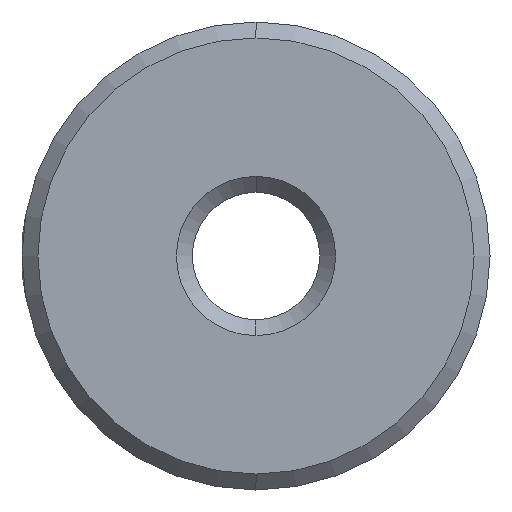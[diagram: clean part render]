
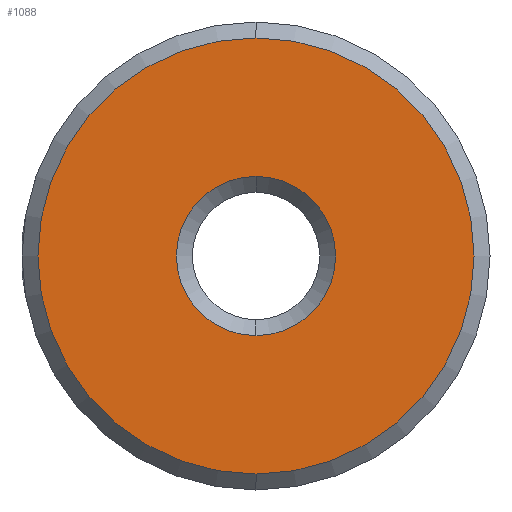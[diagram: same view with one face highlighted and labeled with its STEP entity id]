
A CAD part, left-side view. The second image highlights one B-rep face of the part: STEP entity #1088.
In plain terms, the highlighted planar face has unit normal (-1, 0, 0).
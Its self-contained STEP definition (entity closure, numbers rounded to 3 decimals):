
#32 = CARTESIAN_POINT ( 'NONE',  ( -5.55, 0., 6.85 ) ) ;
#100 = ORIENTED_EDGE ( 'NONE', *, *, #208, .T. ) ;
#208 = EDGE_CURVE ( 'NONE', #1413, #1075, #3190, .T. ) ;
#235 = ORIENTED_EDGE ( 'NONE', *, *, #2151, .T. ) ;
#293 = VERTEX_POINT ( 'NONE', #1472 ) ;
#523 = CARTESIAN_POINT ( 'NONE',  ( -5.55, 0., 0. ) ) ;
#551 = CIRCLE ( 'NONE', #2349, 2.5 ) ;
#580 = DIRECTION ( 'NONE',  ( 0., 0., -1. ) ) ;
#614 = DIRECTION ( 'NONE',  ( 0., 0., -1. ) ) ;
#812 = PLANE ( 'NONE',  #3202 ) ;
#1002 = DIRECTION ( 'NONE',  ( 0., 0., -1. ) ) ;
#1075 = VERTEX_POINT ( 'NONE', #32 ) ;
#1088 = ADVANCED_FACE ( 'NONE', ( #1124, #2045 ), #812, .F. ) ;
#1124 = FACE_OUTER_BOUND ( 'NONE', #2262, .T. ) ;
#1159 = AXIS2_PLACEMENT_3D ( 'NONE', #523, #2777, #1002 ) ;
#1289 = CIRCLE ( 'NONE', #1159, 2.5 ) ;
#1328 = DIRECTION ( 'NONE',  ( 1., 0., 0. ) ) ;
#1342 = CARTESIAN_POINT ( 'NONE',  ( -5.55, -2., 0. ) ) ;
#1413 = VERTEX_POINT ( 'NONE', #3039 ) ;
#1472 = CARTESIAN_POINT ( 'NONE',  ( -5.55, 0., 2.5 ) ) ;
#1855 = EDGE_CURVE ( 'NONE', #1075, #1413, #3068, .T. ) ;
#1955 = DIRECTION ( 'NONE',  ( -1., 0., 0. ) ) ;
#2035 = AXIS2_PLACEMENT_3D ( 'NONE', #3181, #1955, #2928 ) ;
#2045 = FACE_BOUND ( 'NONE', #3250, .T. ) ;
#2090 = ORIENTED_EDGE ( 'NONE', *, *, #2737, .T. ) ;
#2151 = EDGE_CURVE ( 'NONE', #293, #3107, #551, .T. ) ;
#2185 = CARTESIAN_POINT ( 'NONE',  ( -5.55, 0., 0. ) ) ;
#2205 = DIRECTION ( 'NONE',  ( -1., 0., 0. ) ) ;
#2262 = EDGE_LOOP ( 'NONE', ( #100, #2571 ) ) ;
#2341 = CARTESIAN_POINT ( 'NONE',  ( -5.55, 0., 0. ) ) ;
#2349 = AXIS2_PLACEMENT_3D ( 'NONE', #2341, #1328, #614 ) ;
#2571 = ORIENTED_EDGE ( 'NONE', *, *, #1855, .T. ) ;
#2737 = EDGE_CURVE ( 'NONE', #3107, #293, #1289, .T. ) ;
#2777 = DIRECTION ( 'NONE',  ( 1., 0., 0. ) ) ;
#2880 = CARTESIAN_POINT ( 'NONE',  ( -5.55, 0., -2.5 ) ) ;
#2928 = DIRECTION ( 'NONE',  ( 0., 0., -1. ) ) ;
#2954 = AXIS2_PLACEMENT_3D ( 'NONE', #2185, #2205, #2978 ) ;
#2978 = DIRECTION ( 'NONE',  ( 0., 0., -1. ) ) ;
#3039 = CARTESIAN_POINT ( 'NONE',  ( -5.55, 0., -6.85 ) ) ;
#3068 = CIRCLE ( 'NONE', #2035, 6.85 ) ;
#3081 = DIRECTION ( 'NONE',  ( 1., 0., 0. ) ) ;
#3107 = VERTEX_POINT ( 'NONE', #2880 ) ;
#3181 = CARTESIAN_POINT ( 'NONE',  ( -5.55, 0., 0. ) ) ;
#3190 = CIRCLE ( 'NONE', #2954, 6.85 ) ;
#3202 = AXIS2_PLACEMENT_3D ( 'NONE', #1342, #3081, #580 ) ;
#3250 = EDGE_LOOP ( 'NONE', ( #235, #2090 ) ) ;
